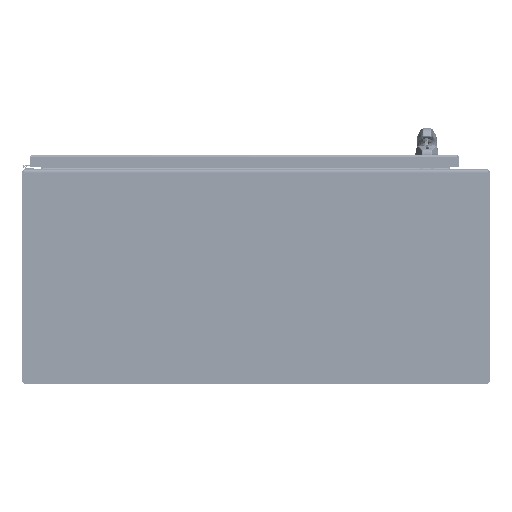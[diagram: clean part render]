
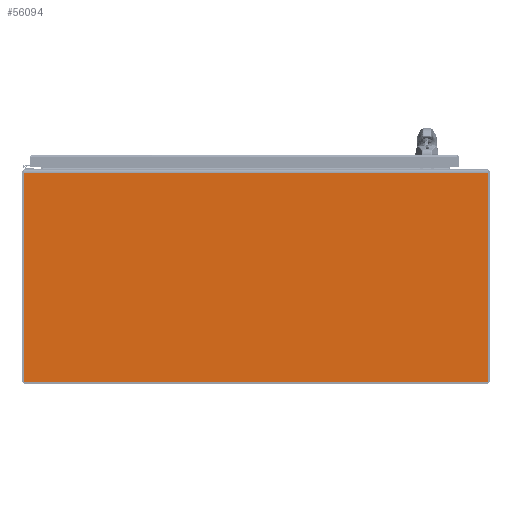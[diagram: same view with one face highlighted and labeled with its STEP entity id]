
A CAD part, front view. The second image highlights one B-rep face of the part: STEP entity #56094.
In plain terms, the highlighted face is planar.
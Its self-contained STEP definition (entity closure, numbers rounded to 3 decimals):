
#3189=PLANE('',#60933);
#4624=FACE_OUTER_BOUND('',#8034,.T.);
#8034=EDGE_LOOP('',(#37853,#37854,#37855,#37856));
#11812=LINE('',#85143,#16100);
#11817=LINE('',#85157,#16105);
#11819=LINE('',#85162,#16107);
#11821=LINE('',#85166,#16109);
#16100=VECTOR('',#67940,0.394);
#16105=VECTOR('',#67951,0.394);
#16107=VECTOR('',#67959,0.394);
#16109=VECTOR('',#67965,0.394);
#23452=VERTEX_POINT('',#85140);
#23453=VERTEX_POINT('',#85142);
#23458=VERTEX_POINT('',#85154);
#23459=VERTEX_POINT('',#85156);
#28905=EDGE_CURVE('',#23452,#23453,#11812,.T.);
#28912=EDGE_CURVE('',#23458,#23459,#11817,.T.);
#28915=EDGE_CURVE('',#23452,#23459,#11819,.T.);
#28917=EDGE_CURVE('',#23453,#23458,#11821,.T.);
#37853=ORIENTED_EDGE('',*,*,#28915,.T.);
#37854=ORIENTED_EDGE('',*,*,#28912,.F.);
#37855=ORIENTED_EDGE('',*,*,#28917,.F.);
#37856=ORIENTED_EDGE('',*,*,#28905,.F.);
#56094=ADVANCED_FACE('',(#4624),#3189,.F.);
#60933=AXIS2_PLACEMENT_3D('',#85167,#67966,#67967);
#67940=DIRECTION('',(0.,-1.,0.));
#67951=DIRECTION('',(0.,1.,0.));
#67959=DIRECTION('',(1.,0.,0.));
#67965=DIRECTION('',(1.,0.,0.));
#67966=DIRECTION('center_axis',(0.,0.,1.));
#67967=DIRECTION('ref_axis',(1.,0.,0.));
#85140=CARTESIAN_POINT('',(0.,17.701,0.));
#85142=CARTESIAN_POINT('',(0.,0.,0.));
#85143=CARTESIAN_POINT('',(0.,17.857,0.));
#85154=CARTESIAN_POINT('',(39.232,0.,0.));
#85156=CARTESIAN_POINT('',(39.232,17.701,0.));
#85157=CARTESIAN_POINT('',(39.232,0.,0.));
#85162=CARTESIAN_POINT('',(9.808,17.701,0.));
#85166=CARTESIAN_POINT('',(0.,0.,0.));
#85167=CARTESIAN_POINT('Origin',(19.616,8.929,0.));
